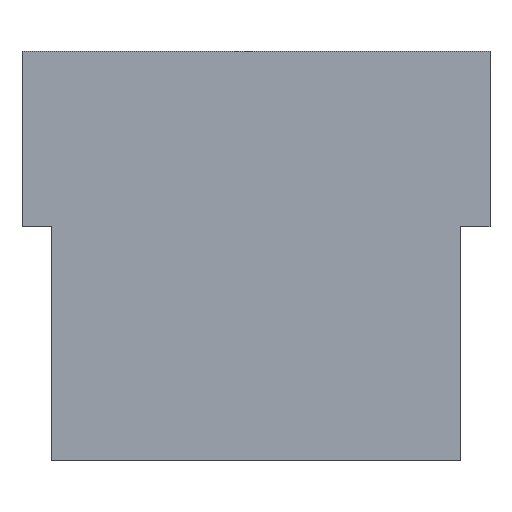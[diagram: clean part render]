
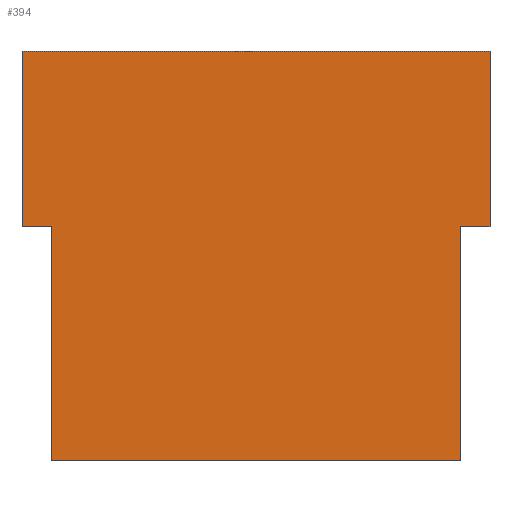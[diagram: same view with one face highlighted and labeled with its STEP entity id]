
A CAD part, left-side view. The second image highlights one B-rep face of the part: STEP entity #394.
In plain terms, the highlighted planar face has unit normal (-1, 0, 0).
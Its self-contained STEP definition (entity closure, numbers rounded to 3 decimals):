
#56=FACE_OUTER_BOUND('',#78,.T.);
#78=EDGE_LOOP('',(#343,#344,#345,#346,#347,#348,#349,#350));
#105=LINE('',#630,#153);
#108=LINE('',#636,#156);
#111=LINE('',#642,#159);
#114=LINE('',#648,#162);
#117=LINE('',#654,#165);
#120=LINE('',#660,#168);
#123=LINE('',#666,#171);
#126=LINE('',#670,#174);
#153=VECTOR('',#521,10.);
#156=VECTOR('',#526,10.);
#159=VECTOR('',#531,10.);
#162=VECTOR('',#536,10.);
#165=VECTOR('',#541,10.);
#168=VECTOR('',#546,10.);
#171=VECTOR('',#551,10.);
#174=VECTOR('',#556,10.);
#193=VERTEX_POINT('',#627);
#194=VERTEX_POINT('',#629);
#196=VERTEX_POINT('',#635);
#198=VERTEX_POINT('',#641);
#200=VERTEX_POINT('',#647);
#202=VERTEX_POINT('',#653);
#204=VERTEX_POINT('',#659);
#206=VERTEX_POINT('',#665);
#233=EDGE_CURVE('',#194,#193,#105,.T.);
#236=EDGE_CURVE('',#196,#194,#108,.T.);
#239=EDGE_CURVE('',#198,#196,#111,.T.);
#242=EDGE_CURVE('',#200,#198,#114,.T.);
#245=EDGE_CURVE('',#202,#200,#117,.T.);
#248=EDGE_CURVE('',#204,#202,#120,.T.);
#251=EDGE_CURVE('',#206,#204,#123,.T.);
#254=EDGE_CURVE('',#193,#206,#126,.T.);
#343=ORIENTED_EDGE('',*,*,#254,.T.);
#344=ORIENTED_EDGE('',*,*,#251,.T.);
#345=ORIENTED_EDGE('',*,*,#248,.T.);
#346=ORIENTED_EDGE('',*,*,#245,.T.);
#347=ORIENTED_EDGE('',*,*,#242,.T.);
#348=ORIENTED_EDGE('',*,*,#239,.T.);
#349=ORIENTED_EDGE('',*,*,#236,.T.);
#350=ORIENTED_EDGE('',*,*,#233,.T.);
#372=PLANE('',#457);
#394=ADVANCED_FACE('',(#56),#372,.T.);
#457=AXIS2_PLACEMENT_3D('',#672,#559,#560);
#521=DIRECTION('',(0.,0.,-1.));
#526=DIRECTION('',(0.,-1.,0.));
#531=DIRECTION('',(0.,0.,-1.));
#536=DIRECTION('',(0.,1.,0.));
#541=DIRECTION('',(0.,0.,1.));
#546=DIRECTION('',(0.,-1.,0.));
#551=DIRECTION('',(0.,0.,1.));
#556=DIRECTION('',(0.,-1.,0.));
#559=DIRECTION('center_axis',(-1.,0.,0.));
#560=DIRECTION('ref_axis',(0.,0.,1.));
#627=CARTESIAN_POINT('',(-200.,325.,0.));
#629=CARTESIAN_POINT('',(-200.,325.,200.));
#630=CARTESIAN_POINT('',(-200.,325.,350.));
#635=CARTESIAN_POINT('',(-200.,350.,200.));
#636=CARTESIAN_POINT('',(-200.,350.,200.));
#641=CARTESIAN_POINT('',(-200.,350.,350.));
#642=CARTESIAN_POINT('',(-200.,350.,350.));
#647=CARTESIAN_POINT('',(-200.,-50.,350.));
#648=CARTESIAN_POINT('',(-200.,-50.,350.));
#653=CARTESIAN_POINT('',(-200.,-50.,200.));
#654=CARTESIAN_POINT('',(-200.,-50.,200.));
#659=CARTESIAN_POINT('',(-200.,-25.,200.));
#660=CARTESIAN_POINT('',(-200.,350.,200.));
#665=CARTESIAN_POINT('',(-200.,-25.,0.));
#666=CARTESIAN_POINT('',(-200.,-25.,0.));
#670=CARTESIAN_POINT('',(-200.,325.,0.));
#672=CARTESIAN_POINT('Origin',(-200.,150.,175.));
